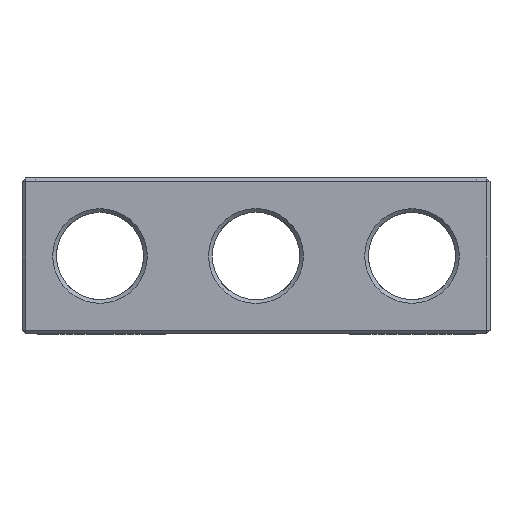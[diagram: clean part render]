
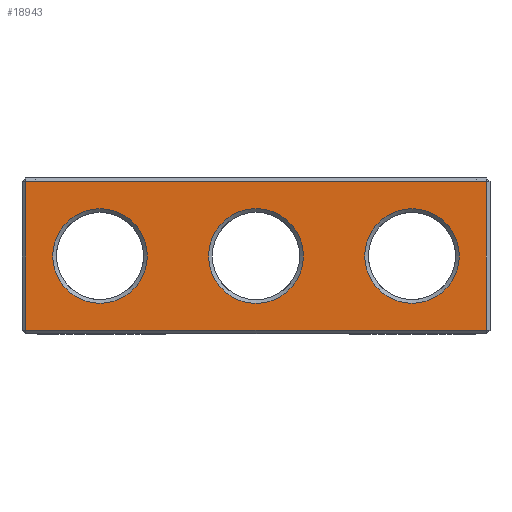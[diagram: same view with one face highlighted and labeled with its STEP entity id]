
A CAD part, front view. The second image highlights one B-rep face of the part: STEP entity #18943.
In plain terms, the highlighted planar face has unit normal (0, -1, 0).
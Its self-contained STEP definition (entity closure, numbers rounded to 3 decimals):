
#1553 = PLANE('',#1554);
#1554 = AXIS2_PLACEMENT_3D('',#1555,#1556,#1557);
#1555 = CARTESIAN_POINT('',(-31.25,-6.1,0.15));
#1556 = DIRECTION('',(0.,-0.707,-0.707));
#1557 = DIRECTION('',(-1.,-0.,-0.));
#10883 = VERTEX_POINT('',#10884);
#10884 = CARTESIAN_POINT('',(-30.95,-6.25,0.3));
#10910 = EDGE_CURVE('',#10883,#10911,#10913,.T.);
#10911 = VERTEX_POINT('',#10912);
#10912 = CARTESIAN_POINT('',(5.95,-6.25,0.3));
#10913 = SURFACE_CURVE('',#10914,(#10918,#10925),.PCURVE_S1.);
#10914 = LINE('',#10915,#10916);
#10915 = CARTESIAN_POINT('',(-31.25,-6.25,0.3));
#10916 = VECTOR('',#10917,1.);
#10917 = DIRECTION('',(1.,0.,0.));
#10918 = PCURVE('',#1553,#10919);
#10919 = DEFINITIONAL_REPRESENTATION('',(#10920),#10924);
#10920 = LINE('',#10921,#10922);
#10921 = CARTESIAN_POINT('',(-0.,-0.212));
#10922 = VECTOR('',#10923,1.);
#10923 = DIRECTION('',(-1.,0.));
#10924 = ( GEOMETRIC_REPRESENTATION_CONTEXT(2) 
PARAMETRIC_REPRESENTATION_CONTEXT() REPRESENTATION_CONTEXT('2D SPACE',''
  ) );
#10925 = PCURVE('',#10926,#10931);
#10926 = PLANE('',#10927);
#10927 = AXIS2_PLACEMENT_3D('',#10928,#10929,#10930);
#10928 = CARTESIAN_POINT('',(-31.25,-6.25,0.));
#10929 = DIRECTION('',(0.,1.,0.));
#10930 = DIRECTION('',(1.,0.,0.));
#10931 = DEFINITIONAL_REPRESENTATION('',(#10932),#10936);
#10932 = LINE('',#10933,#10934);
#10933 = CARTESIAN_POINT('',(0.,-0.3));
#10934 = VECTOR('',#10935,1.);
#10935 = DIRECTION('',(1.,0.));
#10936 = ( GEOMETRIC_REPRESENTATION_CONTEXT(2) 
PARAMETRIC_REPRESENTATION_CONTEXT() REPRESENTATION_CONTEXT('2D SPACE',''
  ) );
#18236 = PLANE('',#18237);
#18237 = AXIS2_PLACEMENT_3D('',#18238,#18239,#18240);
#18238 = CARTESIAN_POINT('',(6.1,-6.1,0.));
#18239 = DIRECTION('',(0.707,-0.707,0.));
#18240 = DIRECTION('',(-0.,-0.,-1.));
#18932 = PLANE('',#18933);
#18933 = AXIS2_PLACEMENT_3D('',#18934,#18935,#18936);
#18934 = CARTESIAN_POINT('',(-31.1,-6.1,0.));
#18935 = DIRECTION('',(-0.707,-0.707,0.));
#18936 = DIRECTION('',(-0.,-0.,-1.));
#18943 = ADVANCED_FACE('',(#18944,#19019,#19054,#19085),#10926,.F.);
#18944 = FACE_BOUND('',#18945,.F.);
#18945 = EDGE_LOOP('',(#18946,#18976,#18997,#18998));
#18946 = ORIENTED_EDGE('',*,*,#18947,.T.);
#18947 = EDGE_CURVE('',#18948,#18950,#18952,.T.);
#18948 = VERTEX_POINT('',#18949);
#18949 = CARTESIAN_POINT('',(-30.95,-6.25,12.2));
#18950 = VERTEX_POINT('',#18951);
#18951 = CARTESIAN_POINT('',(5.95,-6.25,12.2));
#18952 = SURFACE_CURVE('',#18953,(#18957,#18964),.PCURVE_S1.);
#18953 = LINE('',#18954,#18955);
#18954 = CARTESIAN_POINT('',(-31.25,-6.25,12.2));
#18955 = VECTOR('',#18956,1.);
#18956 = DIRECTION('',(1.,0.,0.));
#18957 = PCURVE('',#10926,#18958);
#18958 = DEFINITIONAL_REPRESENTATION('',(#18959),#18963);
#18959 = LINE('',#18960,#18961);
#18960 = CARTESIAN_POINT('',(0.,-12.2));
#18961 = VECTOR('',#18962,1.);
#18962 = DIRECTION('',(1.,0.));
#18963 = ( GEOMETRIC_REPRESENTATION_CONTEXT(2) 
PARAMETRIC_REPRESENTATION_CONTEXT() REPRESENTATION_CONTEXT('2D SPACE',''
  ) );
#18964 = PCURVE('',#18965,#18970);
#18965 = PLANE('',#18966);
#18966 = AXIS2_PLACEMENT_3D('',#18967,#18968,#18969);
#18967 = CARTESIAN_POINT('',(-31.25,-6.1,12.35));
#18968 = DIRECTION('',(0.,0.707,-0.707));
#18969 = DIRECTION('',(-1.,-0.,-0.));
#18970 = DEFINITIONAL_REPRESENTATION('',(#18971),#18975);
#18971 = LINE('',#18972,#18973);
#18972 = CARTESIAN_POINT('',(-0.,-0.212));
#18973 = VECTOR('',#18974,1.);
#18974 = DIRECTION('',(-1.,0.));
#18975 = ( GEOMETRIC_REPRESENTATION_CONTEXT(2) 
PARAMETRIC_REPRESENTATION_CONTEXT() REPRESENTATION_CONTEXT('2D SPACE',''
  ) );
#18976 = ORIENTED_EDGE('',*,*,#18977,.F.);
#18977 = EDGE_CURVE('',#10911,#18950,#18978,.T.);
#18978 = SURFACE_CURVE('',#18979,(#18983,#18990),.PCURVE_S1.);
#18979 = LINE('',#18980,#18981);
#18980 = CARTESIAN_POINT('',(5.95,-6.25,0.));
#18981 = VECTOR('',#18982,1.);
#18982 = DIRECTION('',(0.,0.,1.));
#18983 = PCURVE('',#10926,#18984);
#18984 = DEFINITIONAL_REPRESENTATION('',(#18985),#18989);
#18985 = LINE('',#18986,#18987);
#18986 = CARTESIAN_POINT('',(37.2,0.));
#18987 = VECTOR('',#18988,1.);
#18988 = DIRECTION('',(0.,-1.));
#18989 = ( GEOMETRIC_REPRESENTATION_CONTEXT(2) 
PARAMETRIC_REPRESENTATION_CONTEXT() REPRESENTATION_CONTEXT('2D SPACE',''
  ) );
#18990 = PCURVE('',#18236,#18991);
#18991 = DEFINITIONAL_REPRESENTATION('',(#18992),#18996);
#18992 = LINE('',#18993,#18994);
#18993 = CARTESIAN_POINT('',(-0.,-0.212));
#18994 = VECTOR('',#18995,1.);
#18995 = DIRECTION('',(-1.,0.));
#18996 = ( GEOMETRIC_REPRESENTATION_CONTEXT(2) 
PARAMETRIC_REPRESENTATION_CONTEXT() REPRESENTATION_CONTEXT('2D SPACE',''
  ) );
#18997 = ORIENTED_EDGE('',*,*,#10910,.F.);
#18998 = ORIENTED_EDGE('',*,*,#18999,.T.);
#18999 = EDGE_CURVE('',#10883,#18948,#19000,.T.);
#19000 = SURFACE_CURVE('',#19001,(#19005,#19012),.PCURVE_S1.);
#19001 = LINE('',#19002,#19003);
#19002 = CARTESIAN_POINT('',(-30.95,-6.25,0.));
#19003 = VECTOR('',#19004,1.);
#19004 = DIRECTION('',(0.,0.,1.));
#19005 = PCURVE('',#10926,#19006);
#19006 = DEFINITIONAL_REPRESENTATION('',(#19007),#19011);
#19007 = LINE('',#19008,#19009);
#19008 = CARTESIAN_POINT('',(0.3,0.));
#19009 = VECTOR('',#19010,1.);
#19010 = DIRECTION('',(0.,-1.));
#19011 = ( GEOMETRIC_REPRESENTATION_CONTEXT(2) 
PARAMETRIC_REPRESENTATION_CONTEXT() REPRESENTATION_CONTEXT('2D SPACE',''
  ) );
#19012 = PCURVE('',#18932,#19013);
#19013 = DEFINITIONAL_REPRESENTATION('',(#19014),#19018);
#19014 = LINE('',#19015,#19016);
#19015 = CARTESIAN_POINT('',(-0.,0.212));
#19016 = VECTOR('',#19017,1.);
#19017 = DIRECTION('',(-1.,0.));
#19018 = ( GEOMETRIC_REPRESENTATION_CONTEXT(2) 
PARAMETRIC_REPRESENTATION_CONTEXT() REPRESENTATION_CONTEXT('2D SPACE',''
  ) );
#19019 = FACE_BOUND('',#19020,.F.);
#19020 = EDGE_LOOP('',(#19021));
#19021 = ORIENTED_EDGE('',*,*,#19022,.T.);
#19022 = EDGE_CURVE('',#19023,#19023,#19025,.T.);
#19023 = VERTEX_POINT('',#19024);
#19024 = CARTESIAN_POINT('',(-25.,-6.25,10.04));
#19025 = SURFACE_CURVE('',#19026,(#19031,#19042),.PCURVE_S1.);
#19026 = CIRCLE('',#19027,3.79);
#19027 = AXIS2_PLACEMENT_3D('',#19028,#19029,#19030);
#19028 = CARTESIAN_POINT('',(-25.,-6.25,6.25));
#19029 = DIRECTION('',(0.,-1.,0.));
#19030 = DIRECTION('',(0.,0.,1.));
#19031 = PCURVE('',#10926,#19032);
#19032 = DEFINITIONAL_REPRESENTATION('',(#19033),#19041);
#19033 = ( BOUNDED_CURVE() B_SPLINE_CURVE(2,(#19034,#19035,#19036,#19037
    ,#19038,#19039,#19040),.UNSPECIFIED.,.T.,.F.) 
B_SPLINE_CURVE_WITH_KNOTS((1,2,2,2,2,1),(-2.094,0.,
    2.094,4.189,6.283,8.378),
.UNSPECIFIED.) CURVE() GEOMETRIC_REPRESENTATION_ITEM() 
RATIONAL_B_SPLINE_CURVE((1.,0.5,1.,0.5,1.,0.5,1.)) REPRESENTATION_ITEM(
  '') );
#19034 = CARTESIAN_POINT('',(6.25,-10.04));
#19035 = CARTESIAN_POINT('',(-0.314,-10.04));
#19036 = CARTESIAN_POINT('',(2.968,-4.355));
#19037 = CARTESIAN_POINT('',(6.25,1.33));
#19038 = CARTESIAN_POINT('',(9.532,-4.355));
#19039 = CARTESIAN_POINT('',(12.814,-10.04));
#19040 = CARTESIAN_POINT('',(6.25,-10.04));
#19041 = ( GEOMETRIC_REPRESENTATION_CONTEXT(2) 
PARAMETRIC_REPRESENTATION_CONTEXT() REPRESENTATION_CONTEXT('2D SPACE',''
  ) );
#19042 = PCURVE('',#19043,#19048);
#19043 = CONICAL_SURFACE('',#19044,3.49,0.785);
#19044 = AXIS2_PLACEMENT_3D('',#19045,#19046,#19047);
#19045 = CARTESIAN_POINT('',(-25.,-5.95,6.25));
#19046 = DIRECTION('',(0.,-1.,0.));
#19047 = DIRECTION('',(0.,0.,1.));
#19048 = DEFINITIONAL_REPRESENTATION('',(#19049),#19053);
#19049 = LINE('',#19050,#19051);
#19050 = CARTESIAN_POINT('',(0.,0.3));
#19051 = VECTOR('',#19052,1.);
#19052 = DIRECTION('',(1.,0.));
#19053 = ( GEOMETRIC_REPRESENTATION_CONTEXT(2) 
PARAMETRIC_REPRESENTATION_CONTEXT() REPRESENTATION_CONTEXT('2D SPACE',''
  ) );
#19054 = FACE_BOUND('',#19055,.F.);
#19055 = EDGE_LOOP('',(#19056));
#19056 = ORIENTED_EDGE('',*,*,#19057,.F.);
#19057 = EDGE_CURVE('',#19058,#19058,#19060,.T.);
#19058 = VERTEX_POINT('',#19059);
#19059 = CARTESIAN_POINT('',(-12.5,-6.25,10.05));
#19060 = SURFACE_CURVE('',#19061,(#19066,#19073),.PCURVE_S1.);
#19061 = CIRCLE('',#19062,3.8);
#19062 = AXIS2_PLACEMENT_3D('',#19063,#19064,#19065);
#19063 = CARTESIAN_POINT('',(-12.5,-6.25,6.25));
#19064 = DIRECTION('',(0.,1.,0.));
#19065 = DIRECTION('',(0.,0.,1.));
#19066 = PCURVE('',#10926,#19067);
#19067 = DEFINITIONAL_REPRESENTATION('',(#19068),#19072);
#19068 = CIRCLE('',#19069,3.8);
#19069 = AXIS2_PLACEMENT_2D('',#19070,#19071);
#19070 = CARTESIAN_POINT('',(18.75,-6.25));
#19071 = DIRECTION('',(0.,-1.));
#19072 = ( GEOMETRIC_REPRESENTATION_CONTEXT(2) 
PARAMETRIC_REPRESENTATION_CONTEXT() REPRESENTATION_CONTEXT('2D SPACE',''
  ) );
#19073 = PCURVE('',#19074,#19079);
#19074 = CONICAL_SURFACE('',#19075,3.5,0.785);
#19075 = AXIS2_PLACEMENT_3D('',#19076,#19077,#19078);
#19076 = CARTESIAN_POINT('',(-12.5,-5.95,6.25));
#19077 = DIRECTION('',(0.,-1.,0.));
#19078 = DIRECTION('',(0.,0.,1.));
#19079 = DEFINITIONAL_REPRESENTATION('',(#19080),#19084);
#19080 = LINE('',#19081,#19082);
#19081 = CARTESIAN_POINT('',(-0.,0.3));
#19082 = VECTOR('',#19083,1.);
#19083 = DIRECTION('',(-1.,0.));
#19084 = ( GEOMETRIC_REPRESENTATION_CONTEXT(2) 
PARAMETRIC_REPRESENTATION_CONTEXT() REPRESENTATION_CONTEXT('2D SPACE',''
  ) );
#19085 = FACE_BOUND('',#19086,.F.);
#19086 = EDGE_LOOP('',(#19087));
#19087 = ORIENTED_EDGE('',*,*,#19088,.F.);
#19088 = EDGE_CURVE('',#19089,#19089,#19091,.T.);
#19089 = VERTEX_POINT('',#19090);
#19090 = CARTESIAN_POINT('',(0.,-6.25,10.04));
#19091 = SURFACE_CURVE('',#19092,(#19097,#19104),.PCURVE_S1.);
#19092 = CIRCLE('',#19093,3.79);
#19093 = AXIS2_PLACEMENT_3D('',#19094,#19095,#19096);
#19094 = CARTESIAN_POINT('',(0.,-6.25,6.25));
#19095 = DIRECTION('',(0.,1.,0.));
#19096 = DIRECTION('',(0.,0.,1.));
#19097 = PCURVE('',#10926,#19098);
#19098 = DEFINITIONAL_REPRESENTATION('',(#19099),#19103);
#19099 = CIRCLE('',#19100,3.79);
#19100 = AXIS2_PLACEMENT_2D('',#19101,#19102);
#19101 = CARTESIAN_POINT('',(31.25,-6.25));
#19102 = DIRECTION('',(0.,-1.));
#19103 = ( GEOMETRIC_REPRESENTATION_CONTEXT(2) 
PARAMETRIC_REPRESENTATION_CONTEXT() REPRESENTATION_CONTEXT('2D SPACE',''
  ) );
#19104 = PCURVE('',#19105,#19110);
#19105 = CONICAL_SURFACE('',#19106,3.79,0.785);
#19106 = AXIS2_PLACEMENT_3D('',#19107,#19108,#19109);
#19107 = CARTESIAN_POINT('',(0.,-6.25,6.25));
#19108 = DIRECTION('',(0.,-1.,0.));
#19109 = DIRECTION('',(0.,0.,1.));
#19110 = DEFINITIONAL_REPRESENTATION('',(#19111),#19115);
#19111 = LINE('',#19112,#19113);
#19112 = CARTESIAN_POINT('',(-0.,-0.));
#19113 = VECTOR('',#19114,1.);
#19114 = DIRECTION('',(-1.,-0.));
#19115 = ( GEOMETRIC_REPRESENTATION_CONTEXT(2) 
PARAMETRIC_REPRESENTATION_CONTEXT() REPRESENTATION_CONTEXT('2D SPACE',''
  ) );
